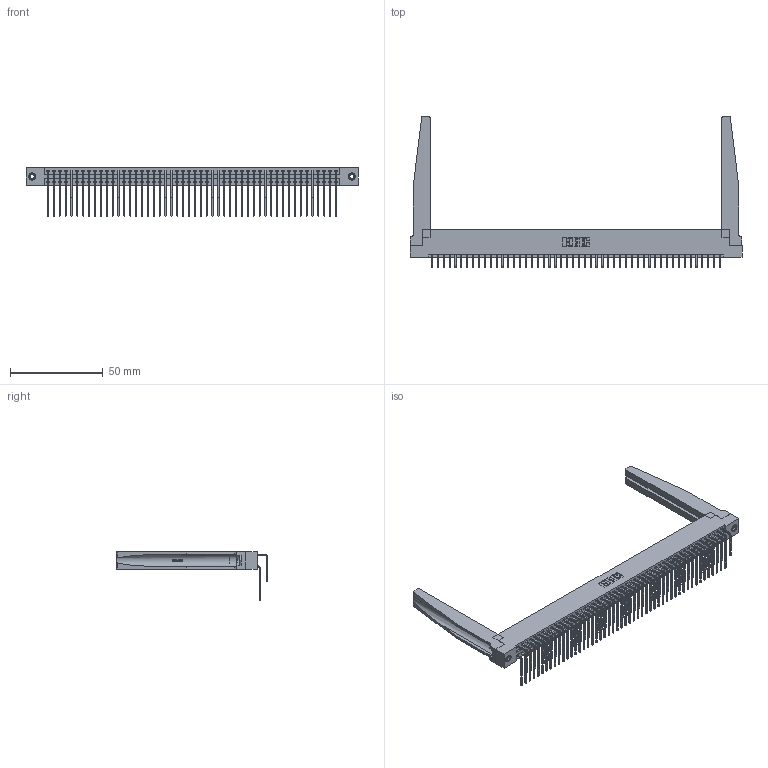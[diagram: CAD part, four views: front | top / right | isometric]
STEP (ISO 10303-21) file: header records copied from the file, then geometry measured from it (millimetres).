
FILE_DESCRIPTION (( 'STEP AP203' ), '1' );
FILE_NAME ('396-100-559-278.STEP', '2019-11-03T16:12:17', ( '' ), ( '' ), 'SwSTEP 2.0', 'SolidWorks 2016', '' );
FILE_SCHEMA (( 'CONFIG_CONTROL_DESIGN' ));
Length unit declared in the file: inch
Products named in the file (6): 345-292-001_558 559 Tail - 1; 346 Part_Flush Mounting Lugs - 0.156 Dia-TH; 346-220-078_345-220-078; 345-292-001_559 Tail - 2; 396-100-559-278; 345-250-001_345-250-001-102
Assembly tree (105 placements, depth 2):
  396-100-559-278
    346 Part_Flush Mounting Lugs - 0.156 Dia-TH
    345-292-001_558 559 Tail - 1  x50
    345-292-001_559 Tail - 2  x50
    346-220-078_345-220-078  x2
    345-250-001_345-250-001-102  x2
Bounding box: 179.32 x 81.85 x 26.16 mm (x, y, z)
Volume: 25034.2 mm3; surface area: 34345.2 mm2
Topology: 105 solids, 105 shells, 5756 faces, 17037 edges, 11214 vertices
Faces by surface type: plane 3918, cylinder 1786, bspline 36, cone 12, torus 4
Entity records: 38086 total; most frequent: CARTESIAN_POINT 7254, ORIENTED_EDGE 6026, DIRECTION 5403, EDGE_CURVE 3013, VECTOR 2547, LINE 2547, VERTEX_POINT 2000, AXIS2_PLACEMENT_3D 1428
